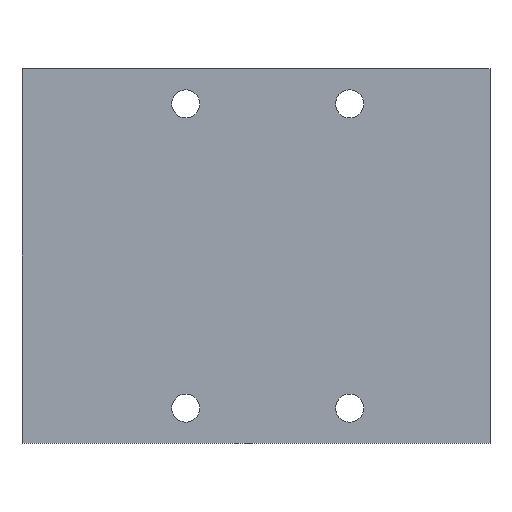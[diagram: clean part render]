
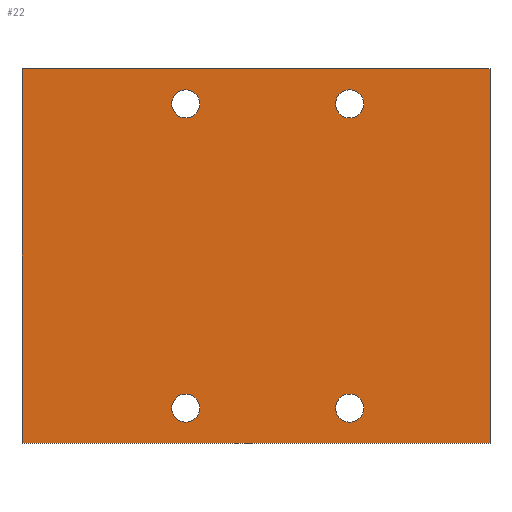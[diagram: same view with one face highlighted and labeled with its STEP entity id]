
A CAD part, front view. The second image highlights one B-rep face of the part: STEP entity #22.
In plain terms, the highlighted planar face has unit normal (0, -1, 0).
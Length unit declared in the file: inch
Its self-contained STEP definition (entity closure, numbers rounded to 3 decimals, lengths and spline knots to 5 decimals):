
#6 = CIRCLE ( 'NONE', #52, 0.06 ) ;
#12 = AXIS2_PLACEMENT_3D ( 'NONE', #690, #790, #1156 ) ;
#15 = CIRCLE ( 'NONE', #154, 0.06 ) ;
#22 = ADVANCED_FACE ( 'NONE', ( #224, #298, #934, #1078, #920 ), #34, .F. ) ;
#23 = DIRECTION ( 'NONE',  ( 0., 1., 0. ) ) ;
#28 = VECTOR ( 'NONE', #837, 39.37008 ) ;
#34 = PLANE ( 'NONE',  #12 ) ;
#39 = CARTESIAN_POINT ( 'NONE',  ( -1.5, 0., -0.8 ) ) ;
#48 = EDGE_LOOP ( 'NONE', ( #1063, #774 ) ) ;
#52 = AXIS2_PLACEMENT_3D ( 'NONE', #1004, #532, #1182 ) ;
#60 = LINE ( 'NONE', #750, #28 ) ;
#62 = CARTESIAN_POINT ( 'NONE',  ( -0.1, 0., 0.71 ) ) ;
#80 = VERTEX_POINT ( 'NONE', #62 ) ;
#85 = DIRECTION ( 'NONE',  ( 0., 0., 1. ) ) ;
#92 = ORIENTED_EDGE ( 'NONE', *, *, #971, .F. ) ;
#109 = CARTESIAN_POINT ( 'NONE',  ( -0.1, 0., 0.65 ) ) ;
#143 = VERTEX_POINT ( 'NONE', #231 ) ;
#152 = DIRECTION ( 'NONE',  ( 0., 0., 1. ) ) ;
#154 = AXIS2_PLACEMENT_3D ( 'NONE', #109, #23, #1133 ) ;
#156 = CARTESIAN_POINT ( 'NONE',  ( -1.5, 0., 0.8 ) ) ;
#162 = CIRCLE ( 'NONE', #1197, 0.06 ) ;
#167 = EDGE_CURVE ( 'NONE', #623, #913, #6, .T. ) ;
#168 = VERTEX_POINT ( 'NONE', #156 ) ;
#169 = DIRECTION ( 'NONE',  ( 0., 0., -1. ) ) ;
#193 = CARTESIAN_POINT ( 'NONE',  ( -0.1, 0., 0.59 ) ) ;
#195 = AXIS2_PLACEMENT_3D ( 'NONE', #365, #947, #465 ) ;
#218 = EDGE_LOOP ( 'NONE', ( #1011, #1207 ) ) ;
#224 = FACE_BOUND ( 'NONE', #48, .T. ) ;
#231 = CARTESIAN_POINT ( 'NONE',  ( -0.8, 0., 0.59 ) ) ;
#251 = DIRECTION ( 'NONE',  ( 0., 1., 0. ) ) ;
#257 = CARTESIAN_POINT ( 'NONE',  ( -0.1, 0., -0.59 ) ) ;
#259 = CARTESIAN_POINT ( 'NONE',  ( -0.8, 0., -0.71 ) ) ;
#271 = ORIENTED_EDGE ( 'NONE', *, *, #1151, .T. ) ;
#289 = AXIS2_PLACEMENT_3D ( 'NONE', #775, #475, #762 ) ;
#296 = VERTEX_POINT ( 'NONE', #257 ) ;
#298 = FACE_BOUND ( 'NONE', #218, .T. ) ;
#304 = EDGE_CURVE ( 'NONE', #1141, #168, #329, .T. ) ;
#311 = VERTEX_POINT ( 'NONE', #859 ) ;
#314 = ORIENTED_EDGE ( 'NONE', *, *, #355, .T. ) ;
#329 = LINE ( 'NONE', #735, #386 ) ;
#331 = EDGE_CURVE ( 'NONE', #346, #296, #833, .T. ) ;
#346 = VERTEX_POINT ( 'NONE', #845 ) ;
#355 = EDGE_CURVE ( 'NONE', #789, #80, #609, .T. ) ;
#365 = CARTESIAN_POINT ( 'NONE',  ( -0.1, 0., 0.65 ) ) ;
#386 = VECTOR ( 'NONE', #953, 39.37008 ) ;
#399 = LINE ( 'NONE', #1134, #939 ) ;
#462 = DIRECTION ( 'NONE',  ( 0., 1., 0. ) ) ;
#465 = DIRECTION ( 'NONE',  ( 0., 0., 1. ) ) ;
#475 = DIRECTION ( 'NONE',  ( 0., 1., 0. ) ) ;
#499 = LINE ( 'NONE', #938, #647 ) ;
#527 = CARTESIAN_POINT ( 'NONE',  ( 0.5, 0., -0.8 ) ) ;
#530 = CIRCLE ( 'NONE', #1016, 0.06 ) ;
#532 = DIRECTION ( 'NONE',  ( 0., 1., 0. ) ) ;
#597 = DIRECTION ( 'NONE',  ( 0., 0., 1. ) ) ;
#603 = CIRCLE ( 'NONE', #759, 0.06 ) ;
#609 = CIRCLE ( 'NONE', #195, 0.06 ) ;
#611 = CARTESIAN_POINT ( 'NONE',  ( -0.8, 0., 0.65 ) ) ;
#612 = DIRECTION ( 'NONE',  ( 0., 1., 0. ) ) ;
#613 = CARTESIAN_POINT ( 'NONE',  ( -0.8, 0., 0.65 ) ) ;
#623 = VERTEX_POINT ( 'NONE', #903 ) ;
#631 = EDGE_CURVE ( 'NONE', #1091, #143, #603, .T. ) ;
#647 = VECTOR ( 'NONE', #169, 39.37008 ) ;
#663 = CARTESIAN_POINT ( 'NONE',  ( -0.1, 0., -0.65 ) ) ;
#665 = ORIENTED_EDGE ( 'NONE', *, *, #852, .F. ) ;
#666 = ORIENTED_EDGE ( 'NONE', *, *, #331, .T. ) ;
#677 = ORIENTED_EDGE ( 'NONE', *, *, #795, .F. ) ;
#679 = ORIENTED_EDGE ( 'NONE', *, *, #304, .F. ) ;
#690 = CARTESIAN_POINT ( 'NONE',  ( 0., 0., 0. ) ) ;
#702 = DIRECTION ( 'NONE',  ( 0., 1., 0. ) ) ;
#705 = CARTESIAN_POINT ( 'NONE',  ( -0.8, 0., 0.71 ) ) ;
#735 = CARTESIAN_POINT ( 'NONE',  ( -1.5, 0., -0.8 ) ) ;
#750 = CARTESIAN_POINT ( 'NONE',  ( -1.5, 0., -0.8 ) ) ;
#759 = AXIS2_PLACEMENT_3D ( 'NONE', #611, #702, #597 ) ;
#762 = DIRECTION ( 'NONE',  ( 0., 0., 1. ) ) ;
#774 = ORIENTED_EDGE ( 'NONE', *, *, #935, .T. ) ;
#775 = CARTESIAN_POINT ( 'NONE',  ( -0.8, 0., -0.65 ) ) ;
#789 = VERTEX_POINT ( 'NONE', #193 ) ;
#790 = DIRECTION ( 'NONE',  ( 0., 1., 0. ) ) ;
#795 = EDGE_CURVE ( 'NONE', #1175, #1141, #60, .T. ) ;
#817 = CARTESIAN_POINT ( 'NONE',  ( -0.1, 0., -0.65 ) ) ;
#825 = DIRECTION ( 'NONE',  ( 0., 0., 1. ) ) ;
#833 = CIRCLE ( 'NONE', #948, 0.06 ) ;
#837 = DIRECTION ( 'NONE',  ( -1., 0., 0. ) ) ;
#845 = CARTESIAN_POINT ( 'NONE',  ( -0.1, 0., -0.71 ) ) ;
#852 = EDGE_CURVE ( 'NONE', #311, #1175, #499, .T. ) ;
#859 = CARTESIAN_POINT ( 'NONE',  ( 0.5, 0., 0.8 ) ) ;
#886 = EDGE_CURVE ( 'NONE', #143, #1091, #162, .T. ) ;
#901 = EDGE_LOOP ( 'NONE', ( #941, #314 ) ) ;
#903 = CARTESIAN_POINT ( 'NONE',  ( -0.8, 0., -0.59 ) ) ;
#913 = VERTEX_POINT ( 'NONE', #259 ) ;
#920 = FACE_OUTER_BOUND ( 'NONE', #1189, .T. ) ;
#934 = FACE_BOUND ( 'NONE', #1024, .T. ) ;
#935 = EDGE_CURVE ( 'NONE', #913, #623, #1203, .T. ) ;
#938 = CARTESIAN_POINT ( 'NONE',  ( 0.5, 0., -0.8 ) ) ;
#939 = VECTOR ( 'NONE', #1046, 39.37008 ) ;
#941 = ORIENTED_EDGE ( 'NONE', *, *, #955, .T. ) ;
#947 = DIRECTION ( 'NONE',  ( 0., 1., 0. ) ) ;
#948 = AXIS2_PLACEMENT_3D ( 'NONE', #663, #462, #85 ) ;
#953 = DIRECTION ( 'NONE',  ( 0., 0., 1. ) ) ;
#955 = EDGE_CURVE ( 'NONE', #80, #789, #15, .T. ) ;
#971 = EDGE_CURVE ( 'NONE', #168, #311, #399, .T. ) ;
#1004 = CARTESIAN_POINT ( 'NONE',  ( -0.8, 0., -0.65 ) ) ;
#1011 = ORIENTED_EDGE ( 'NONE', *, *, #631, .T. ) ;
#1016 = AXIS2_PLACEMENT_3D ( 'NONE', #817, #612, #152 ) ;
#1024 = EDGE_LOOP ( 'NONE', ( #271, #666 ) ) ;
#1046 = DIRECTION ( 'NONE',  ( 1., 0., 0. ) ) ;
#1063 = ORIENTED_EDGE ( 'NONE', *, *, #167, .T. ) ;
#1078 = FACE_BOUND ( 'NONE', #901, .T. ) ;
#1091 = VERTEX_POINT ( 'NONE', #705 ) ;
#1133 = DIRECTION ( 'NONE',  ( 0., 0., 1. ) ) ;
#1134 = CARTESIAN_POINT ( 'NONE',  ( -1.5, 0., 0.8 ) ) ;
#1141 = VERTEX_POINT ( 'NONE', #39 ) ;
#1151 = EDGE_CURVE ( 'NONE', #296, #346, #530, .T. ) ;
#1156 = DIRECTION ( 'NONE',  ( 0., 0., 1. ) ) ;
#1175 = VERTEX_POINT ( 'NONE', #527 ) ;
#1182 = DIRECTION ( 'NONE',  ( 0., 0., 1. ) ) ;
#1189 = EDGE_LOOP ( 'NONE', ( #679, #677, #665, #92 ) ) ;
#1197 = AXIS2_PLACEMENT_3D ( 'NONE', #613, #251, #825 ) ;
#1203 = CIRCLE ( 'NONE', #289, 0.06 ) ;
#1207 = ORIENTED_EDGE ( 'NONE', *, *, #886, .T. ) ;
